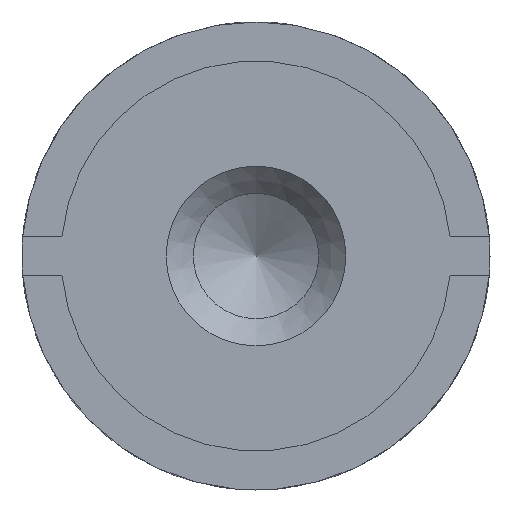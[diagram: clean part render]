
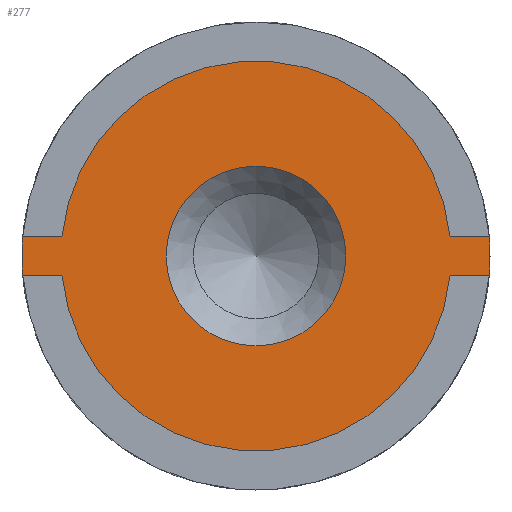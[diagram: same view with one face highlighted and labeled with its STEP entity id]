
A CAD part, front view. The second image highlights one B-rep face of the part: STEP entity #277.
In plain terms, the highlighted planar face has unit normal (0, -1, 0).
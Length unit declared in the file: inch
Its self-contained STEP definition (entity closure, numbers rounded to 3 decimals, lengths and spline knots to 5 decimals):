
#9 = DIRECTION ( 'NONE',  ( 0., 0., -1. ) ) ;
#11 = EDGE_CURVE ( 'NONE', #38, #711, #576, .T. ) ;
#35 = CARTESIAN_POINT ( 'NONE',  ( 0.3737, -2.5, -0.03125 ) ) ;
#38 = VERTEX_POINT ( 'NONE', #62 ) ;
#50 = VERTEX_POINT ( 'NONE', #743 ) ;
#52 = AXIS2_PLACEMENT_3D ( 'NONE', #271, #970, #9 ) ;
#62 = CARTESIAN_POINT ( 'NONE',  ( 0.31093, -2.5, -0.03125 ) ) ;
#69 = CARTESIAN_POINT ( 'NONE',  ( -0.43713, -2.5, 0.03125 ) ) ;
#75 = DIRECTION ( 'NONE',  ( 0., -1., 0. ) ) ;
#95 = FACE_BOUND ( 'NONE', #919, .T. ) ;
#112 = EDGE_CURVE ( 'NONE', #117, #1034, #933, .T. ) ;
#117 = VERTEX_POINT ( 'NONE', #617 ) ;
#121 = DIRECTION ( 'NONE',  ( 0., 0., -1. ) ) ;
#136 = VECTOR ( 'NONE', #1017, 39.37008 ) ;
#137 = AXIS2_PLACEMENT_3D ( 'NONE', #194, #982, #558 ) ;
#150 = VERTEX_POINT ( 'NONE', #854 ) ;
#151 = VERTEX_POINT ( 'NONE', #543 ) ;
#164 = DIRECTION ( 'NONE',  ( 0., 0., -1. ) ) ;
#180 = EDGE_CURVE ( 'NONE', #875, #151, #666, .T. ) ;
#188 = ORIENTED_EDGE ( 'NONE', *, *, #112, .T. ) ;
#194 = CARTESIAN_POINT ( 'NONE',  ( 0., -2.5, 0. ) ) ;
#214 = CARTESIAN_POINT ( 'NONE',  ( -0.43713, -2.5, 0.03125 ) ) ;
#220 = DIRECTION ( 'NONE',  ( -1., 0., 0. ) ) ;
#226 = CIRCLE ( 'NONE', #1063, 0.144 ) ;
#251 = CARTESIAN_POINT ( 'NONE',  ( 0., -2.5, 0. ) ) ;
#255 = ORIENTED_EDGE ( 'NONE', *, *, #523, .T. ) ;
#271 = CARTESIAN_POINT ( 'NONE',  ( 0., -2.5, 0. ) ) ;
#277 = ADVANCED_FACE ( 'NONE', ( #95, #952 ), #761, .T. ) ;
#297 = CARTESIAN_POINT ( 'NONE',  ( -0.31093, -2.5, 0.03125 ) ) ;
#322 = CARTESIAN_POINT ( 'NONE',  ( -0.43713, -2.5, -0.03125 ) ) ;
#324 = DIRECTION ( 'NONE',  ( 1., 0., 0. ) ) ;
#329 = EDGE_CURVE ( 'NONE', #1043, #117, #362, .T. ) ;
#331 = DIRECTION ( 'NONE',  ( 0., 0., -1. ) ) ;
#334 = CARTESIAN_POINT ( 'NONE',  ( -0.43713, -2.5, -0.03125 ) ) ;
#354 = EDGE_LOOP ( 'NONE', ( #188, #255, #482, #1083, #637, #663, #884, #360 ) ) ;
#359 = EDGE_CURVE ( 'NONE', #875, #50, #1078, .T. ) ;
#360 = ORIENTED_EDGE ( 'NONE', *, *, #329, .T. ) ;
#362 = LINE ( 'NONE', #214, #859 ) ;
#396 = CIRCLE ( 'NONE', #634, 0.375 ) ;
#412 = DIRECTION ( 'NONE',  ( 0., -1., 0. ) ) ;
#473 = EDGE_CURVE ( 'NONE', #150, #150, #226, .T. ) ;
#482 = ORIENTED_EDGE ( 'NONE', *, *, #359, .F. ) ;
#507 = EDGE_CURVE ( 'NONE', #1043, #711, #396, .T. ) ;
#513 = CARTESIAN_POINT ( 'NONE',  ( 0., -2.5, 0. ) ) ;
#523 = EDGE_CURVE ( 'NONE', #1034, #50, #938, .T. ) ;
#543 = CARTESIAN_POINT ( 'NONE',  ( -0.31093, -2.5, -0.03125 ) ) ;
#558 = DIRECTION ( 'NONE',  ( 0., 0., -1. ) ) ;
#576 = LINE ( 'NONE', #334, #649 ) ;
#617 = CARTESIAN_POINT ( 'NONE',  ( 0.31093, -2.5, 0.03125 ) ) ;
#634 = AXIS2_PLACEMENT_3D ( 'NONE', #771, #1110, #331 ) ;
#637 = ORIENTED_EDGE ( 'NONE', *, *, #749, .T. ) ;
#649 = VECTOR ( 'NONE', #324, 39.37008 ) ;
#651 = VECTOR ( 'NONE', #675, 39.37008 ) ;
#663 = ORIENTED_EDGE ( 'NONE', *, *, #11, .T. ) ;
#666 = LINE ( 'NONE', #322, #136 ) ;
#675 = DIRECTION ( 'NONE',  ( -1., 0., 0. ) ) ;
#683 = AXIS2_PLACEMENT_3D ( 'NONE', #251, #75, #767 ) ;
#711 = VERTEX_POINT ( 'NONE', #35 ) ;
#721 = CIRCLE ( 'NONE', #137, 0.3125 ) ;
#743 = CARTESIAN_POINT ( 'NONE',  ( -0.3737, -2.5, 0.03125 ) ) ;
#749 = EDGE_CURVE ( 'NONE', #151, #38, #721, .T. ) ;
#761 = PLANE ( 'NONE',  #52 ) ;
#767 = DIRECTION ( 'NONE',  ( 0., 0., -1. ) ) ;
#771 = CARTESIAN_POINT ( 'NONE',  ( 0., -2.5, 0. ) ) ;
#826 = DIRECTION ( 'NONE',  ( 0., 1., 0. ) ) ;
#854 = CARTESIAN_POINT ( 'NONE',  ( 0., -2.5, -0.144 ) ) ;
#859 = VECTOR ( 'NONE', #220, 39.37008 ) ;
#875 = VERTEX_POINT ( 'NONE', #1032 ) ;
#879 = AXIS2_PLACEMENT_3D ( 'NONE', #981, #826, #121 ) ;
#884 = ORIENTED_EDGE ( 'NONE', *, *, #507, .F. ) ;
#908 = CARTESIAN_POINT ( 'NONE',  ( 0.3737, -2.5, 0.03125 ) ) ;
#919 = EDGE_LOOP ( 'NONE', ( #1116 ) ) ;
#933 = CIRCLE ( 'NONE', #683, 0.3125 ) ;
#938 = LINE ( 'NONE', #69, #651 ) ;
#952 = FACE_OUTER_BOUND ( 'NONE', #354, .T. ) ;
#970 = DIRECTION ( 'NONE',  ( 0., -1., 0. ) ) ;
#981 = CARTESIAN_POINT ( 'NONE',  ( 0., -2.5, 0. ) ) ;
#982 = DIRECTION ( 'NONE',  ( 0., -1., 0. ) ) ;
#1017 = DIRECTION ( 'NONE',  ( 1., 0., 0. ) ) ;
#1032 = CARTESIAN_POINT ( 'NONE',  ( -0.3737, -2.5, -0.03125 ) ) ;
#1034 = VERTEX_POINT ( 'NONE', #297 ) ;
#1043 = VERTEX_POINT ( 'NONE', #908 ) ;
#1063 = AXIS2_PLACEMENT_3D ( 'NONE', #513, #412, #164 ) ;
#1078 = CIRCLE ( 'NONE', #879, 0.375 ) ;
#1083 = ORIENTED_EDGE ( 'NONE', *, *, #180, .T. ) ;
#1110 = DIRECTION ( 'NONE',  ( 0., 1., 0. ) ) ;
#1116 = ORIENTED_EDGE ( 'NONE', *, *, #473, .F. ) ;
